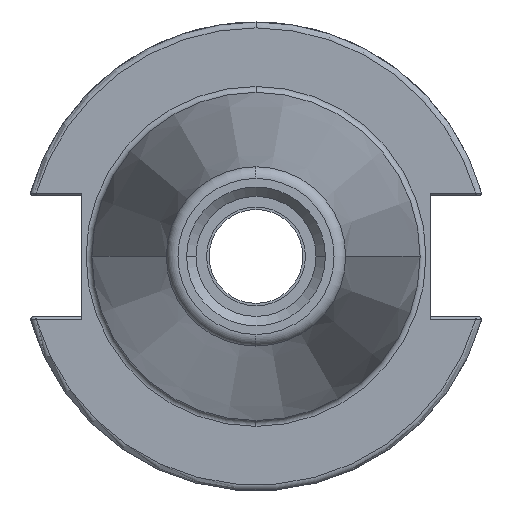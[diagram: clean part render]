
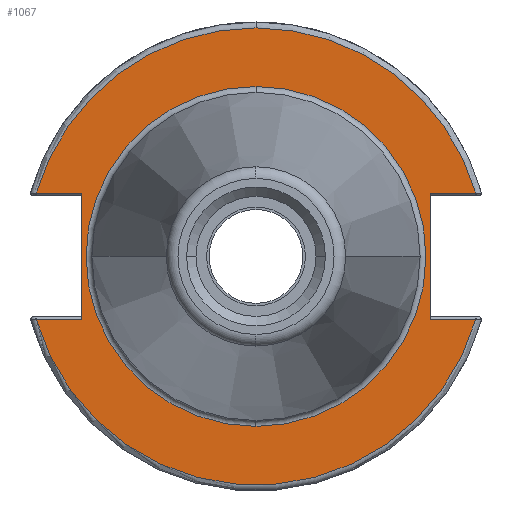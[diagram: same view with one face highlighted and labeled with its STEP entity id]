
A CAD part, left-side view. The second image highlights one B-rep face of the part: STEP entity #1067.
In plain terms, the highlighted planar face has unit normal (-1, 0, 0).
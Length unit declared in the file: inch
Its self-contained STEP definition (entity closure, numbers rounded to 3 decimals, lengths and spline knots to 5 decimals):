
#10 = CIRCLE ( 'NONE', #2583, 1.21875 ) ;
#28 = DIRECTION ( 'NONE',  ( 0., 0., 1. ) ) ;
#52 = CARTESIAN_POINT ( 'NONE',  ( 2.815, -0.93, -0.33813 ) ) ;
#102 = DIRECTION ( 'NONE',  ( 1., 0., 0. ) ) ;
#124 = CARTESIAN_POINT ( 'NONE',  ( 2.815, 0., 0. ) ) ;
#178 = CIRCLE ( 'NONE', #805, 1.21875 ) ;
#207 = DIRECTION ( 'NONE',  ( 0., -1., 0. ) ) ;
#220 = AXIS2_PLACEMENT_3D ( 'NONE', #3078, #1053, #3403 ) ;
#268 = EDGE_CURVE ( 'NONE', #3784, #1215, #178, .T. ) ;
#333 = FACE_OUTER_BOUND ( 'NONE', #3409, .T. ) ;
#364 = CARTESIAN_POINT ( 'NONE',  ( 2.815, 0., 0.90625 ) ) ;
#372 = CARTESIAN_POINT ( 'NONE',  ( 2.815, 1.17091, -0.33813 ) ) ;
#373 = DIRECTION ( 'NONE',  ( 0., 1., 0. ) ) ;
#425 = CARTESIAN_POINT ( 'NONE',  ( 2.815, 0., 0. ) ) ;
#430 = EDGE_CURVE ( 'NONE', #1260, #3296, #3755, .T. ) ;
#433 = VERTEX_POINT ( 'NONE', #2194 ) ;
#609 = VERTEX_POINT ( 'NONE', #1209 ) ;
#634 = EDGE_CURVE ( 'NONE', #433, #3514, #10, .T. ) ;
#654 = EDGE_LOOP ( 'NONE', ( #3217, #1843 ) ) ;
#681 = LINE ( 'NONE', #4046, #3253 ) ;
#699 = EDGE_CURVE ( 'NONE', #3296, #3784, #2948, .T. ) ;
#704 = VECTOR ( 'NONE', #1238, 39.37008 ) ;
#750 = DIRECTION ( 'NONE',  ( 0., -1., 0. ) ) ;
#805 = AXIS2_PLACEMENT_3D ( 'NONE', #124, #3190, #1655 ) ;
#867 = AXIS2_PLACEMENT_3D ( 'NONE', #425, #2748, #750 ) ;
#998 = ORIENTED_EDGE ( 'NONE', *, *, #3735, .F. ) ;
#1053 = DIRECTION ( 'NONE',  ( 1., 0., 0. ) ) ;
#1067 = ADVANCED_FACE ( 'NONE', ( #333, #2507 ), #2987, .T. ) ;
#1150 = VECTOR ( 'NONE', #207, 39.37008 ) ;
#1160 = CARTESIAN_POINT ( 'NONE',  ( 2.815, -1.17091, 0.33813 ) ) ;
#1163 = CARTESIAN_POINT ( 'NONE',  ( 2.815, 0., 0. ) ) ;
#1172 = LINE ( 'NONE', #3806, #3852 ) ;
#1203 = DIRECTION ( 'NONE',  ( 0., -1., 0. ) ) ;
#1208 = CARTESIAN_POINT ( 'NONE',  ( 2.815, 0., 1.21875 ) ) ;
#1209 = CARTESIAN_POINT ( 'NONE',  ( 2.815, 0., -0.90625 ) ) ;
#1215 = VERTEX_POINT ( 'NONE', #372 ) ;
#1238 = DIRECTION ( 'NONE',  ( 0., 1., 0. ) ) ;
#1260 = VERTEX_POINT ( 'NONE', #3224 ) ;
#1261 = DIRECTION ( 'NONE',  ( 0., 0., -1. ) ) ;
#1422 = ORIENTED_EDGE ( 'NONE', *, *, #634, .F. ) ;
#1508 = DIRECTION ( 'NONE',  ( -1., 0., 0. ) ) ;
#1519 = CIRCLE ( 'NONE', #1980, 0.90625 ) ;
#1566 = CARTESIAN_POINT ( 'NONE',  ( 2.815, -1.17091, 0.33813 ) ) ;
#1582 = CARTESIAN_POINT ( 'NONE',  ( 2.815, 0.93, 0.33813 ) ) ;
#1655 = DIRECTION ( 'NONE',  ( 0., -0.961, -0.277 ) ) ;
#1704 = ORIENTED_EDGE ( 'NONE', *, *, #268, .F. ) ;
#1720 = ORIENTED_EDGE ( 'NONE', *, *, #2285, .F. ) ;
#1793 = DIRECTION ( 'NONE',  ( 0., 0., 1. ) ) ;
#1841 = EDGE_CURVE ( 'NONE', #609, #2292, #1519, .T. ) ;
#1843 = ORIENTED_EDGE ( 'NONE', *, *, #1841, .F. ) ;
#1845 = VERTEX_POINT ( 'NONE', #2938 ) ;
#1865 = ORIENTED_EDGE ( 'NONE', *, *, #2242, .F. ) ;
#1875 = CARTESIAN_POINT ( 'NONE',  ( 2.815, 0.93, -0.33813 ) ) ;
#1911 = CARTESIAN_POINT ( 'NONE',  ( 2.815, -1.17091, -0.33813 ) ) ;
#1980 = AXIS2_PLACEMENT_3D ( 'NONE', #1163, #1508, #3828 ) ;
#2143 = ORIENTED_EDGE ( 'NONE', *, *, #699, .F. ) ;
#2194 = CARTESIAN_POINT ( 'NONE',  ( 2.815, 1.17091, 0.33813 ) ) ;
#2229 = LINE ( 'NONE', #1582, #3147 ) ;
#2234 = ORIENTED_EDGE ( 'NONE', *, *, #430, .F. ) ;
#2242 = EDGE_CURVE ( 'NONE', #1215, #2852, #681, .T. ) ;
#2285 = EDGE_CURVE ( 'NONE', #1845, #433, #2229, .T. ) ;
#2292 = VERTEX_POINT ( 'NONE', #364 ) ;
#2315 = DIRECTION ( 'NONE',  ( -1., 0., 0. ) ) ;
#2339 = ORIENTED_EDGE ( 'NONE', *, *, #3340, .F. ) ;
#2375 = CARTESIAN_POINT ( 'NONE',  ( 2.815, -0.93, -0.33813 ) ) ;
#2507 = FACE_BOUND ( 'NONE', #654, .T. ) ;
#2583 = AXIS2_PLACEMENT_3D ( 'NONE', #3406, #102, #4165 ) ;
#2748 = DIRECTION ( 'NONE',  ( -1., 0., 0. ) ) ;
#2852 = VERTEX_POINT ( 'NONE', #1875 ) ;
#2868 = VECTOR ( 'NONE', #1261, 39.37008 ) ;
#2937 = CARTESIAN_POINT ( 'NONE',  ( 2.815, -0.93, 0.33813 ) ) ;
#2938 = CARTESIAN_POINT ( 'NONE',  ( 2.815, 0.93, 0.33813 ) ) ;
#2948 = LINE ( 'NONE', #2375, #1150 ) ;
#2968 = AXIS2_PLACEMENT_3D ( 'NONE', #4007, #2315, #28 ) ;
#2987 = PLANE ( 'NONE',  #2968 ) ;
#3078 = CARTESIAN_POINT ( 'NONE',  ( 2.815, 0., 0. ) ) ;
#3089 = CIRCLE ( 'NONE', #867, 0.90625 ) ;
#3147 = VECTOR ( 'NONE', #373, 39.37008 ) ;
#3190 = DIRECTION ( 'NONE',  ( 1., 0., 0. ) ) ;
#3197 = CIRCLE ( 'NONE', #220, 1.21875 ) ;
#3217 = ORIENTED_EDGE ( 'NONE', *, *, #3361, .F. ) ;
#3224 = CARTESIAN_POINT ( 'NONE',  ( 2.815, -0.93, 0.33813 ) ) ;
#3253 = VECTOR ( 'NONE', #1203, 39.37008 ) ;
#3296 = VERTEX_POINT ( 'NONE', #52 ) ;
#3340 = EDGE_CURVE ( 'NONE', #3514, #3456, #3197, .T. ) ;
#3361 = EDGE_CURVE ( 'NONE', #2292, #609, #3089, .T. ) ;
#3403 = DIRECTION ( 'NONE',  ( 0., 0.961, 0.277 ) ) ;
#3406 = CARTESIAN_POINT ( 'NONE',  ( 2.815, 0., 0. ) ) ;
#3409 = EDGE_LOOP ( 'NONE', ( #2143, #2234, #3648, #2339, #1422, #1720, #998, #1865, #1704 ) ) ;
#3456 = VERTEX_POINT ( 'NONE', #1160 ) ;
#3514 = VERTEX_POINT ( 'NONE', #1208 ) ;
#3629 = EDGE_CURVE ( 'NONE', #3456, #1260, #4261, .T. ) ;
#3648 = ORIENTED_EDGE ( 'NONE', *, *, #3629, .F. ) ;
#3735 = EDGE_CURVE ( 'NONE', #2852, #1845, #1172, .T. ) ;
#3755 = LINE ( 'NONE', #2937, #2868 ) ;
#3784 = VERTEX_POINT ( 'NONE', #1911 ) ;
#3806 = CARTESIAN_POINT ( 'NONE',  ( 2.815, 0.93, -0.33813 ) ) ;
#3828 = DIRECTION ( 'NONE',  ( 0., -1., 0. ) ) ;
#3852 = VECTOR ( 'NONE', #1793, 39.37008 ) ;
#4007 = CARTESIAN_POINT ( 'NONE',  ( 2.815, -1.288, -1.34063 ) ) ;
#4046 = CARTESIAN_POINT ( 'NONE',  ( 2.815, 1.17091, -0.33813 ) ) ;
#4165 = DIRECTION ( 'NONE',  ( 0., 0.961, 0.277 ) ) ;
#4261 = LINE ( 'NONE', #1566, #704 ) ;
